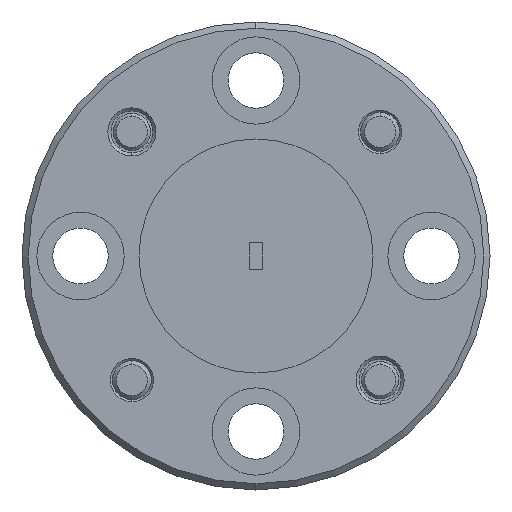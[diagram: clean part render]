
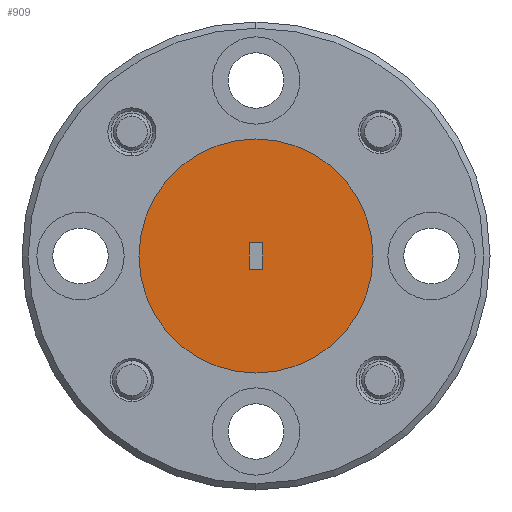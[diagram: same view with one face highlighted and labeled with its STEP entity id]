
A CAD part, left-side view. The second image highlights one B-rep face of the part: STEP entity #909.
In plain terms, the highlighted planar face has unit normal (-1, 0, 0).
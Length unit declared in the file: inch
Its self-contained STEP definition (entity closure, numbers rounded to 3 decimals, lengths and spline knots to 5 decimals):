
#44 = AXIS2_PLACEMENT_3D ( 'NONE', #1633, #2894, #984 ) ;
#72 = CARTESIAN_POINT ( 'NONE',  ( -3.34592, 0.09666, 1.46347 ) ) ;
#111 = CARTESIAN_POINT ( 'NONE',  ( -3.34592, 0.10741, 1.25447 ) ) ;
#142 = VERTEX_POINT ( 'NONE', #1862 ) ;
#161 = ORIENTED_EDGE ( 'NONE', *, *, #723, .F. ) ;
#389 = DIRECTION ( 'NONE',  ( -1., 0., 0. ) ) ;
#419 = VERTEX_POINT ( 'NONE', #616 ) ;
#616 = CARTESIAN_POINT ( 'NONE',  ( -3.34592, 0.09666, 1.46347 ) ) ;
#723 = EDGE_CURVE ( 'NONE', #142, #1892, #1525, .T. ) ;
#770 = ORIENTED_EDGE ( 'NONE', *, *, #1711, .F. ) ;
#909 = ADVANCED_FACE ( 'NONE', ( #1290, #3916 ), #1227, .F. ) ;
#984 = DIRECTION ( 'NONE',  ( 0., 0., -1. ) ) ;
#994 = VERTEX_POINT ( 'NONE', #2233 ) ;
#1056 = AXIS2_PLACEMENT_3D ( 'NONE', #1263, #3155, #4160 ) ;
#1096 = DIRECTION ( 'NONE',  ( 0., 0., 1. ) ) ;
#1227 = PLANE ( 'NONE',  #44 ) ;
#1246 = CIRCLE ( 'NONE', #2545, 0.1875 ) ;
#1263 = CARTESIAN_POINT ( 'NONE',  ( -3.34592, 0.10741, 1.44197 ) ) ;
#1290 = FACE_BOUND ( 'NONE', #2540, .T. ) ;
#1407 = EDGE_CURVE ( 'NONE', #1421, #2184, #1858, .T. ) ;
#1421 = VERTEX_POINT ( 'NONE', #111 ) ;
#1525 = LINE ( 'NONE', #3806, #3881 ) ;
#1579 = EDGE_CURVE ( 'NONE', #2184, #1421, #1246, .T. ) ;
#1593 = DIRECTION ( 'NONE',  ( 0., 0., -1. ) ) ;
#1633 = CARTESIAN_POINT ( 'NONE',  ( -3.34592, 0.10741, 1.44197 ) ) ;
#1638 = VECTOR ( 'NONE', #3357, 39.37008 ) ;
#1711 = EDGE_CURVE ( 'NONE', #419, #994, #3711, .T. ) ;
#1858 = CIRCLE ( 'NONE', #1056, 0.1875 ) ;
#1862 = CARTESIAN_POINT ( 'NONE',  ( -3.34592, 0.11816, 1.42047 ) ) ;
#1864 = ORIENTED_EDGE ( 'NONE', *, *, #3838, .F. ) ;
#1890 = LINE ( 'NONE', #3849, #2030 ) ;
#1892 = VERTEX_POINT ( 'NONE', #3930 ) ;
#2030 = VECTOR ( 'NONE', #1593, 39.37008 ) ;
#2100 = DIRECTION ( 'NONE',  ( 0., 1., 0. ) ) ;
#2184 = VERTEX_POINT ( 'NONE', #3290 ) ;
#2233 = CARTESIAN_POINT ( 'NONE',  ( -3.34592, 0.11816, 1.46347 ) ) ;
#2372 = LINE ( 'NONE', #72, #1638 ) ;
#2540 = EDGE_LOOP ( 'NONE', ( #3685, #161, #1864, #770 ) ) ;
#2545 = AXIS2_PLACEMENT_3D ( 'NONE', #4004, #389, #1096 ) ;
#2829 = DIRECTION ( 'NONE',  ( 0., -1., 0. ) ) ;
#2894 = DIRECTION ( 'NONE',  ( 1., 0., 0. ) ) ;
#2957 = EDGE_CURVE ( 'NONE', #1892, #419, #2372, .T. ) ;
#3155 = DIRECTION ( 'NONE',  ( -1., 0., 0. ) ) ;
#3290 = CARTESIAN_POINT ( 'NONE',  ( -3.34592, 0.10741, 1.62947 ) ) ;
#3357 = DIRECTION ( 'NONE',  ( 0., 0., 1. ) ) ;
#3362 = ORIENTED_EDGE ( 'NONE', *, *, #1579, .T. ) ;
#3410 = CARTESIAN_POINT ( 'NONE',  ( -3.34592, 0.09666, 1.46347 ) ) ;
#3685 = ORIENTED_EDGE ( 'NONE', *, *, #2957, .F. ) ;
#3711 = LINE ( 'NONE', #3410, #3787 ) ;
#3787 = VECTOR ( 'NONE', #2100, 39.37008 ) ;
#3806 = CARTESIAN_POINT ( 'NONE',  ( -3.34592, 0.09666, 1.42047 ) ) ;
#3838 = EDGE_CURVE ( 'NONE', #994, #142, #1890, .T. ) ;
#3849 = CARTESIAN_POINT ( 'NONE',  ( -3.34592, 0.11816, 1.46347 ) ) ;
#3881 = VECTOR ( 'NONE', #2829, 39.37008 ) ;
#3916 = FACE_OUTER_BOUND ( 'NONE', #3958, .T. ) ;
#3930 = CARTESIAN_POINT ( 'NONE',  ( -3.34592, 0.09666, 1.42047 ) ) ;
#3958 = EDGE_LOOP ( 'NONE', ( #3362, #4001 ) ) ;
#4001 = ORIENTED_EDGE ( 'NONE', *, *, #1407, .T. ) ;
#4004 = CARTESIAN_POINT ( 'NONE',  ( -3.34592, 0.10741, 1.44197 ) ) ;
#4160 = DIRECTION ( 'NONE',  ( 0., 0., 1. ) ) ;
